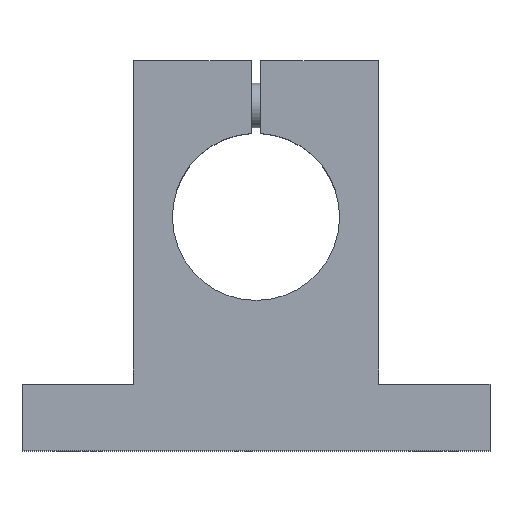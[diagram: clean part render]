
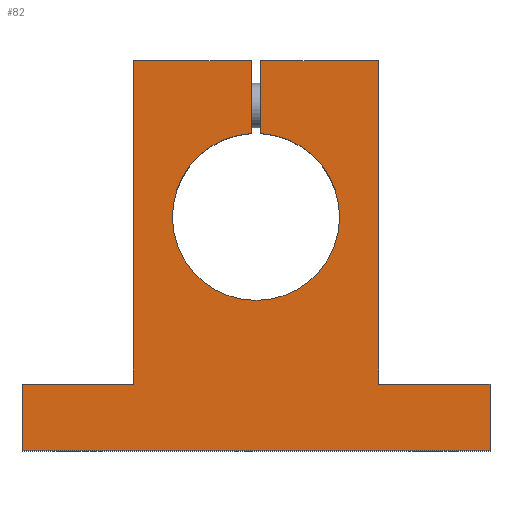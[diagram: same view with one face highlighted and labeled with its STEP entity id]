
A CAD part, top view. The second image highlights one B-rep face of the part: STEP entity #82.
In plain terms, the highlighted planar face has unit normal (0, 0, 1).
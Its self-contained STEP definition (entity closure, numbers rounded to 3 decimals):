
#82 = ADVANCED_FACE( '', ( #131 ), #132, .T. );
#131 = FACE_OUTER_BOUND( '', #226, .T. );
#132 = PLANE( '', #227 );
#226 = EDGE_LOOP( '', ( #347, #348, #349, #350, #351, #352, #353, #354, #355, #356, #357, #358 ) );
#227 = AXIS2_PLACEMENT_3D( '', #359, #360, #361 );
#347 = ORIENTED_EDGE( '', *, *, #571, .T. );
#348 = ORIENTED_EDGE( '', *, *, #576, .T. );
#349 = ORIENTED_EDGE( '', *, *, #577, .T. );
#350 = ORIENTED_EDGE( '', *, *, #578, .T. );
#351 = ORIENTED_EDGE( '', *, *, #579, .T. );
#352 = ORIENTED_EDGE( '', *, *, #580, .T. );
#353 = ORIENTED_EDGE( '', *, *, #564, .T. );
#354 = ORIENTED_EDGE( '', *, *, #558, .T. );
#355 = ORIENTED_EDGE( '', *, *, #562, .F. );
#356 = ORIENTED_EDGE( '', *, *, #581, .T. );
#357 = ORIENTED_EDGE( '', *, *, #582, .T. );
#358 = ORIENTED_EDGE( '', *, *, #583, .T. );
#359 = CARTESIAN_POINT( '', ( 0., 0., 28. ) );
#360 = DIRECTION( '', ( 0., 0., 1. ) );
#361 = DIRECTION( '', ( 1., 0., 0. ) );
#558 = EDGE_CURVE( '', #635, #633, #636, .T. );
#562 = EDGE_CURVE( '', #640, #633, #642, .T. );
#564 = EDGE_CURVE( '', #645, #635, #646, .T. );
#571 = EDGE_CURVE( '', #659, #657, #660, .T. );
#576 = EDGE_CURVE( '', #657, #668, #669, .T. );
#577 = EDGE_CURVE( '', #668, #670, #671, .T. );
#578 = EDGE_CURVE( '', #670, #672, #673, .T. );
#579 = EDGE_CURVE( '', #672, #674, #675, .T. );
#580 = EDGE_CURVE( '', #674, #645, #676, .T. );
#581 = EDGE_CURVE( '', #640, #677, #678, .T. );
#582 = EDGE_CURVE( '', #677, #679, #680, .T. );
#583 = EDGE_CURVE( '', #679, #659, #681, .T. );
#633 = VERTEX_POINT( '', #760 );
#635 = VERTEX_POINT( '', #763 );
#636 = LINE( '', #764, #765 );
#640 = VERTEX_POINT( '', #770 );
#642 = CIRCLE( '', #773, 15. );
#645 = VERTEX_POINT( '', #777 );
#646 = LINE( '', #778, #779 );
#657 = VERTEX_POINT( '', #792 );
#659 = VERTEX_POINT( '', #795 );
#660 = LINE( '', #796, #797 );
#668 = VERTEX_POINT( '', #806 );
#669 = LINE( '', #807, #808 );
#670 = VERTEX_POINT( '', #809 );
#671 = LINE( '', #810, #811 );
#672 = VERTEX_POINT( '', #812 );
#673 = LINE( '', #813, #814 );
#674 = VERTEX_POINT( '', #815 );
#675 = LINE( '', #816, #817 );
#676 = LINE( '', #818, #819 );
#677 = VERTEX_POINT( '', #820 );
#678 = LINE( '', #821, #822 );
#679 = VERTEX_POINT( '', #823 );
#680 = LINE( '', #824, #825 );
#681 = LINE( '', #826, #827 );
#760 = CARTESIAN_POINT( '', ( 0.84, 14.976, 28. ) );
#763 = CARTESIAN_POINT( '', ( 0.84, 28., 28. ) );
#764 = CARTESIAN_POINT( '', ( 0.84, 28., 28. ) );
#765 = VECTOR( '', #937, 1000. );
#770 = CARTESIAN_POINT( '', ( -0.84, 14.976, 28. ) );
#773 = AXIS2_PLACEMENT_3D( '', #943, #944, #945 );
#777 = CARTESIAN_POINT( '', ( 22., 28., 28. ) );
#778 = CARTESIAN_POINT( '', ( 22., 28., 28. ) );
#779 = VECTOR( '', #947, 1000. );
#792 = CARTESIAN_POINT( '', ( -42., -30., 28. ) );
#795 = CARTESIAN_POINT( '', ( -22., -30., 28. ) );
#796 = CARTESIAN_POINT( '', ( -22., -30., 28. ) );
#797 = VECTOR( '', #960, 1000. );
#806 = CARTESIAN_POINT( '', ( -42., -42., 28. ) );
#807 = CARTESIAN_POINT( '', ( -42., -30., 28. ) );
#808 = VECTOR( '', #971, 1000. );
#809 = CARTESIAN_POINT( '', ( 42., -42., 28. ) );
#810 = CARTESIAN_POINT( '', ( -42., -42., 28. ) );
#811 = VECTOR( '', #972, 1000. );
#812 = CARTESIAN_POINT( '', ( 42., -30., 28. ) );
#813 = CARTESIAN_POINT( '', ( 42., -42., 28. ) );
#814 = VECTOR( '', #973, 1000. );
#815 = CARTESIAN_POINT( '', ( 22., -30., 28. ) );
#816 = CARTESIAN_POINT( '', ( 42., -30., 28. ) );
#817 = VECTOR( '', #974, 1000. );
#818 = CARTESIAN_POINT( '', ( 22., -30., 28. ) );
#819 = VECTOR( '', #975, 1000. );
#820 = CARTESIAN_POINT( '', ( -0.84, 28., 28. ) );
#821 = CARTESIAN_POINT( '', ( -0.84, 14.976, 28. ) );
#822 = VECTOR( '', #976, 1000. );
#823 = CARTESIAN_POINT( '', ( -22., 28., 28. ) );
#824 = CARTESIAN_POINT( '', ( -0.84, 28., 28. ) );
#825 = VECTOR( '', #977, 1000. );
#826 = CARTESIAN_POINT( '', ( -22., 28., 28. ) );
#827 = VECTOR( '', #978, 1000. );
#937 = DIRECTION( '', ( 0., -1., 0. ) );
#943 = CARTESIAN_POINT( '', ( 0., 0., 28. ) );
#944 = DIRECTION( '', ( 0., 0., 1. ) );
#945 = DIRECTION( '', ( 1., 0., 0. ) );
#947 = DIRECTION( '', ( -1., 0., 0. ) );
#960 = DIRECTION( '', ( -1., 0., 0. ) );
#971 = DIRECTION( '', ( 0., -1., 0. ) );
#972 = DIRECTION( '', ( 1., 0., 0. ) );
#973 = DIRECTION( '', ( 0., 1., 0. ) );
#974 = DIRECTION( '', ( -1., 0., 0. ) );
#975 = DIRECTION( '', ( 0., 1., 0. ) );
#976 = DIRECTION( '', ( 0., 1., 0. ) );
#977 = DIRECTION( '', ( -1., 0., 0. ) );
#978 = DIRECTION( '', ( 0., -1., 0. ) );
